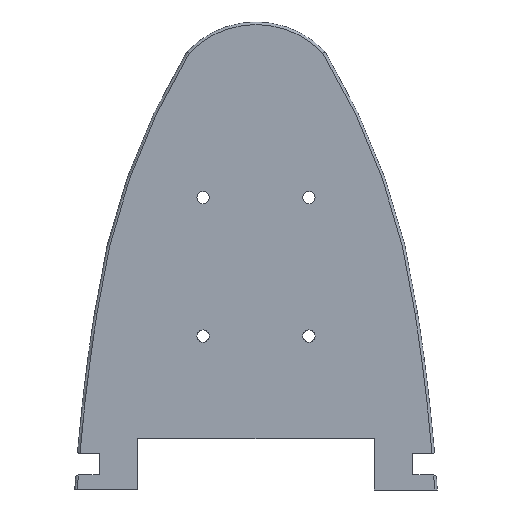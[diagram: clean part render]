
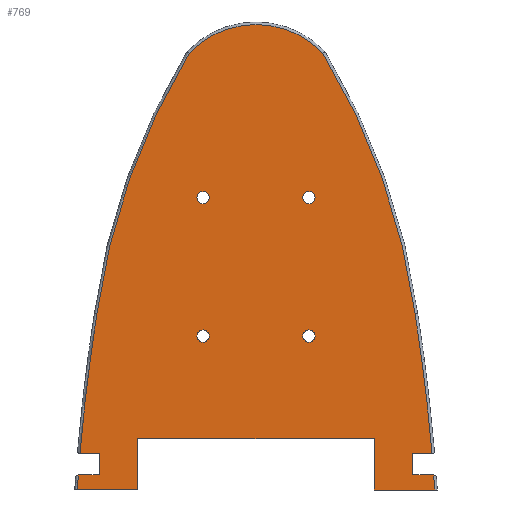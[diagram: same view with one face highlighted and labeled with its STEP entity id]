
A CAD part, front view. The second image highlights one B-rep face of the part: STEP entity #769.
In plain terms, the highlighted planar face has unit normal (0, -1, 0).
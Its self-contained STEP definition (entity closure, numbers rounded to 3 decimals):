
#34=FACE_BOUND('',#133,.T.);
#35=FACE_BOUND('',#134,.T.);
#36=FACE_BOUND('',#135,.T.);
#37=FACE_BOUND('',#136,.T.);
#72=PLANE('',#843);
#85=FACE_OUTER_BOUND('',#132,.T.);
#132=EDGE_LOOP('',(#534,#535,#536,#537,#538,#539,#540,#541,#542,#543,#544,
#545,#546,#547,#548,#549,#550,#551));
#133=EDGE_LOOP('',(#552));
#134=EDGE_LOOP('',(#553));
#135=EDGE_LOOP('',(#554));
#136=EDGE_LOOP('',(#555));
#186=LINE('',#1177,#229);
#188=LINE('',#1221,#231);
#190=LINE('',#1229,#233);
#192=LINE('',#1280,#235);
#193=LINE('',#1282,#236);
#194=LINE('',#1284,#237);
#195=LINE('',#1288,#238);
#196=LINE('',#1290,#239);
#197=LINE('',#1292,#240);
#198=LINE('',#1294,#241);
#199=LINE('',#1296,#242);
#229=VECTOR('',#942,10.);
#231=VECTOR('',#948,10.);
#233=VECTOR('',#956,10.);
#235=VECTOR('',#970,10.);
#236=VECTOR('',#971,10.);
#237=VECTOR('',#972,10.);
#238=VECTOR('',#975,10.);
#239=VECTOR('',#976,10.);
#240=VECTOR('',#977,10.);
#241=VECTOR('',#978,10.);
#242=VECTOR('',#979,10.);
#276=CIRCLE('',#844,745.226);
#277=CIRCLE('',#845,266.305);
#278=CIRCLE('',#846,36.093);
#279=CIRCLE('',#847,266.305);
#280=CIRCLE('',#848,745.226);
#281=CIRCLE('',#849,745.226);
#282=CIRCLE('',#850,745.226);
#283=CIRCLE('',#851,2.38);
#284=CIRCLE('',#852,2.38);
#285=CIRCLE('',#853,2.38);
#286=CIRCLE('',#854,2.38);
#323=VERTEX_POINT('',#1175);
#324=VERTEX_POINT('',#1176);
#329=VERTEX_POINT('',#1220);
#332=VERTEX_POINT('',#1228);
#336=VERTEX_POINT('',#1269);
#337=VERTEX_POINT('',#1271);
#338=VERTEX_POINT('',#1273);
#339=VERTEX_POINT('',#1275);
#340=VERTEX_POINT('',#1277);
#341=VERTEX_POINT('',#1279);
#342=VERTEX_POINT('',#1281);
#343=VERTEX_POINT('',#1283);
#344=VERTEX_POINT('',#1285);
#345=VERTEX_POINT('',#1287);
#346=VERTEX_POINT('',#1289);
#347=VERTEX_POINT('',#1291);
#348=VERTEX_POINT('',#1293);
#349=VERTEX_POINT('',#1295);
#350=VERTEX_POINT('',#1298);
#351=VERTEX_POINT('',#1300);
#352=VERTEX_POINT('',#1302);
#353=VERTEX_POINT('',#1304);
#398=EDGE_CURVE('',#323,#324,#186,.T.);
#404=EDGE_CURVE('',#329,#323,#188,.T.);
#408=EDGE_CURVE('',#332,#329,#190,.T.);
#413=EDGE_CURVE('',#336,#324,#276,.T.);
#414=EDGE_CURVE('',#337,#336,#277,.T.);
#415=EDGE_CURVE('',#338,#337,#278,.T.);
#416=EDGE_CURVE('',#339,#338,#279,.T.);
#417=EDGE_CURVE('',#340,#339,#280,.T.);
#418=EDGE_CURVE('',#340,#341,#192,.T.);
#419=EDGE_CURVE('',#341,#342,#193,.T.);
#420=EDGE_CURVE('',#342,#343,#194,.T.);
#421=EDGE_CURVE('',#344,#343,#281,.T.);
#422=EDGE_CURVE('',#344,#345,#195,.T.);
#423=EDGE_CURVE('',#345,#346,#196,.T.);
#424=EDGE_CURVE('',#346,#347,#197,.T.);
#425=EDGE_CURVE('',#347,#348,#198,.T.);
#426=EDGE_CURVE('',#348,#349,#199,.T.);
#427=EDGE_CURVE('',#332,#349,#282,.T.);
#428=EDGE_CURVE('',#350,#350,#283,.T.);
#429=EDGE_CURVE('',#351,#351,#284,.T.);
#430=EDGE_CURVE('',#352,#352,#285,.T.);
#431=EDGE_CURVE('',#353,#353,#286,.T.);
#534=ORIENTED_EDGE('',*,*,#408,.T.);
#535=ORIENTED_EDGE('',*,*,#404,.T.);
#536=ORIENTED_EDGE('',*,*,#398,.T.);
#537=ORIENTED_EDGE('',*,*,#413,.F.);
#538=ORIENTED_EDGE('',*,*,#414,.F.);
#539=ORIENTED_EDGE('',*,*,#415,.F.);
#540=ORIENTED_EDGE('',*,*,#416,.F.);
#541=ORIENTED_EDGE('',*,*,#417,.F.);
#542=ORIENTED_EDGE('',*,*,#418,.T.);
#543=ORIENTED_EDGE('',*,*,#419,.T.);
#544=ORIENTED_EDGE('',*,*,#420,.T.);
#545=ORIENTED_EDGE('',*,*,#421,.F.);
#546=ORIENTED_EDGE('',*,*,#422,.T.);
#547=ORIENTED_EDGE('',*,*,#423,.T.);
#548=ORIENTED_EDGE('',*,*,#424,.T.);
#549=ORIENTED_EDGE('',*,*,#425,.T.);
#550=ORIENTED_EDGE('',*,*,#426,.T.);
#551=ORIENTED_EDGE('',*,*,#427,.F.);
#552=ORIENTED_EDGE('',*,*,#428,.T.);
#553=ORIENTED_EDGE('',*,*,#429,.T.);
#554=ORIENTED_EDGE('',*,*,#430,.T.);
#555=ORIENTED_EDGE('',*,*,#431,.T.);
#769=ADVANCED_FACE('',(#85,#34,#35,#36,#37),#72,.F.);
#843=AXIS2_PLACEMENT_3D('',#1268,#958,#959);
#844=AXIS2_PLACEMENT_3D('',#1270,#960,#961);
#845=AXIS2_PLACEMENT_3D('',#1272,#962,#963);
#846=AXIS2_PLACEMENT_3D('',#1274,#964,#965);
#847=AXIS2_PLACEMENT_3D('',#1276,#966,#967);
#848=AXIS2_PLACEMENT_3D('',#1278,#968,#969);
#849=AXIS2_PLACEMENT_3D('',#1286,#973,#974);
#850=AXIS2_PLACEMENT_3D('',#1297,#980,#981);
#851=AXIS2_PLACEMENT_3D('',#1299,#982,#983);
#852=AXIS2_PLACEMENT_3D('',#1301,#984,#985);
#853=AXIS2_PLACEMENT_3D('',#1303,#986,#987);
#854=AXIS2_PLACEMENT_3D('',#1305,#988,#989);
#942=DIRECTION('',(1.,0.,0.));
#948=DIRECTION('',(0.,0.,1.));
#956=DIRECTION('',(-1.,0.,0.));
#958=DIRECTION('center_axis',(0.,1.,0.));
#959=DIRECTION('ref_axis',(0.,0.,1.));
#960=DIRECTION('center_axis',(0.,1.,0.));
#961=DIRECTION('ref_axis',(1.,0.,0.021));
#962=DIRECTION('center_axis',(0.,1.,0.));
#963=DIRECTION('ref_axis',(0.943,0.,0.334));
#964=DIRECTION('center_axis',(0.,1.,0.));
#965=DIRECTION('ref_axis',(0.,0.,1.));
#966=DIRECTION('center_axis',(0.,1.,0.));
#967=DIRECTION('ref_axis',(-0.943,0.,0.334));
#968=DIRECTION('center_axis',(0.,1.,0.));
#969=DIRECTION('ref_axis',(-1.,0.,0.021));
#970=DIRECTION('',(1.,0.,0.));
#971=DIRECTION('',(0.,0.,-1.));
#972=DIRECTION('',(-1.,0.,0.));
#973=DIRECTION('center_axis',(0.,1.,0.));
#974=DIRECTION('ref_axis',(-1.,0.,0.021));
#975=DIRECTION('',(1.,0.,0.));
#976=DIRECTION('',(0.,0.,1.));
#977=DIRECTION('',(1.,0.,0.));
#978=DIRECTION('',(0.,0.,-1.));
#979=DIRECTION('',(1.,0.,0.));
#980=DIRECTION('center_axis',(0.,1.,0.));
#981=DIRECTION('ref_axis',(1.,0.,0.021));
#982=DIRECTION('center_axis',(0.,1.,0.));
#983=DIRECTION('ref_axis',(-1.,0.,0.));
#984=DIRECTION('center_axis',(0.,1.,0.));
#985=DIRECTION('ref_axis',(-1.,0.,0.));
#986=DIRECTION('center_axis',(0.,1.,0.));
#987=DIRECTION('ref_axis',(-1.,0.,0.));
#988=DIRECTION('center_axis',(0.,1.,0.));
#989=DIRECTION('ref_axis',(-1.,0.,0.));
#1175=CARTESIAN_POINT('',(61.081,0.,109.06));
#1176=CARTESIAN_POINT('',(68.589,0.,109.06));
#1177=CARTESIAN_POINT('',(292.015,0.,109.06));
#1220=CARTESIAN_POINT('',(61.081,0.,100.753));
#1221=CARTESIAN_POINT('',(61.081,0.,71.406));
#1228=CARTESIAN_POINT('',(69.236,0.,100.753));
#1229=CARTESIAN_POINT('',(292.015,0.,100.753));
#1268=CARTESIAN_POINT('Origin',(0.,0.,37.906));
#1269=CARTESIAN_POINT('',(62.006,0.,163.564));
#1270=CARTESIAN_POINT('Origin',(-674.05,0.,47.019));
#1271=CARTESIAN_POINT('',(26.069,0.,265.175));
#1272=CARTESIAN_POINT('Origin',(-201.833,0.,127.412));
#1273=CARTESIAN_POINT('',(-26.069,0.,265.175));
#1274=CARTESIAN_POINT('Origin',(0.,0.,240.214));
#1275=CARTESIAN_POINT('',(-62.006,0.,163.564));
#1276=CARTESIAN_POINT('Origin',(201.833,0.,127.412));
#1277=CARTESIAN_POINT('',(-68.589,0.,109.06));
#1278=CARTESIAN_POINT('Origin',(674.05,0.,47.019));
#1279=CARTESIAN_POINT('',(-61.081,0.,109.06));
#1280=CARTESIAN_POINT('',(-292.015,0.,109.06));
#1281=CARTESIAN_POINT('',(-61.081,0.,100.753));
#1282=CARTESIAN_POINT('',(-61.081,0.,71.406));
#1283=CARTESIAN_POINT('',(-69.236,0.,100.753));
#1284=CARTESIAN_POINT('',(-292.015,0.,100.753));
#1285=CARTESIAN_POINT('',(-69.635,0.,94.906));
#1286=CARTESIAN_POINT('Origin',(674.05,0.,47.019));
#1287=CARTESIAN_POINT('',(-46.081,0.,94.906));
#1288=CARTESIAN_POINT('',(-35.319,0.,94.906));
#1289=CARTESIAN_POINT('',(-46.081,0.,114.906));
#1290=CARTESIAN_POINT('',(-46.081,0.,66.406));
#1291=CARTESIAN_POINT('',(46.081,0.,114.906));
#1292=CARTESIAN_POINT('',(-23.041,0.,114.906));
#1293=CARTESIAN_POINT('',(46.081,0.,94.906));
#1294=CARTESIAN_POINT('',(46.081,0.,76.406));
#1295=CARTESIAN_POINT('',(69.635,0.,94.906));
#1296=CARTESIAN_POINT('',(23.041,0.,94.906));
#1297=CARTESIAN_POINT('Origin',(-674.05,0.,47.019));
#1298=CARTESIAN_POINT('',(-18.258,0.,208.881));
#1299=CARTESIAN_POINT('Origin',(-20.638,0.,208.881));
#1300=CARTESIAN_POINT('',(23.018,0.,208.881));
#1301=CARTESIAN_POINT('Origin',(20.638,0.,208.881));
#1302=CARTESIAN_POINT('',(-18.258,0.,154.906));
#1303=CARTESIAN_POINT('Origin',(-20.638,0.,154.906));
#1304=CARTESIAN_POINT('',(23.018,0.,154.906));
#1305=CARTESIAN_POINT('Origin',(20.638,0.,154.906));
